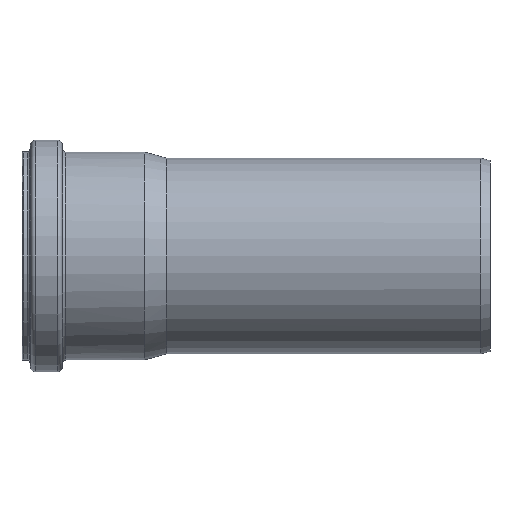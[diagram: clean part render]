
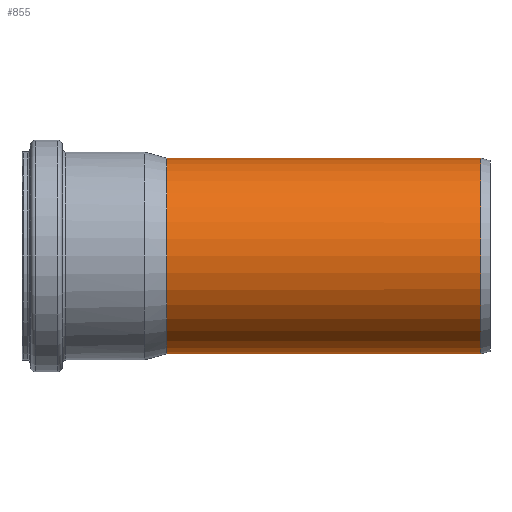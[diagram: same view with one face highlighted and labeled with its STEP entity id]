
A CAD part, left-side view. The second image highlights one B-rep face of the part: STEP entity #855.
In plain terms, the highlighted cylindrical face has radius 37.65 mm (diameter 75.3 mm), a full revolution.
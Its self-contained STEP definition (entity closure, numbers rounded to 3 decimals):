
#57=FACE_BOUND('',#261,.T.);
#114=CIRCLE('',#925,37.65);
#115=CIRCLE('',#927,37.65);
#190=FACE_OUTER_BOUND('',#260,.T.);
#260=EDGE_LOOP('',(#709,#710,#711,#712));
#261=EDGE_LOOP('',(#713));
#401=B_SPLINE_CURVE_WITH_KNOTS('',3,(#1758,#1759,#1760,#1761,#1762,#1763,
#1764,#1765,#1766,#1767,#1768,#1769,#1770,#1771,#1772,#1773,#1774,#1775,
#1776,#1777,#1778,#1779,#1780,#1781,#1782,#1783,#1784,#1785,#1786,#1787,
#1788,#1789,#1790,#1791,#1792,#1793,#1794,#1795,#1796,#1797,#1798,#1799,
#1800,#1801,#1802,#1803,#1804,#1805,#1806,#1807,#1808,#1809,#1810,#1811,
#1812,#1813,#1814,#1815,#1816,#1817,#1818,#1819,#1820,#1821,#1822,#1823,
#1824,#1825,#1826,#1827,#1828,#1829,#1830,#1831,#1832,#1833,#1834,#1835,
#1836),.UNSPECIFIED.,.F.,.F.,(4,3,3,3,3,3,3,3,3,3,3,3,3,3,3,3,3,3,3,3,3,
3,3,3,3,3,4),(-17.69,-17.088,-16.46,-15.207,
-15.202,-13.735,-13.526,-12.687,-11.849,
-11.674,-11.011,-10.266,-10.172,
-9.333,-8.495,-7.656,-6.818,
-5.981,-5.936,-5.143,-4.304,
-4.125,-3.466,-2.627,-1.37,-0.741,
-0.139),.UNSPECIFIED.);
#408=B_SPLINE_CURVE_WITH_KNOTS('',3,(#1947,#1948,#1949,#1950,#1951,#1952),
 .UNSPECIFIED.,.F.,.F.,(4,2,4),(0.687,0.687,0.695),
 .UNSPECIFIED.);
#415=B_SPLINE_CURVE_WITH_KNOTS('',3,(#2106,#2107,#2108,#2109),
 .UNSPECIFIED.,.F.,.F.,(4,4),(0.,0.007),.UNSPECIFIED.);
#444=VERTEX_POINT('',#1741);
#446=VERTEX_POINT('',#1757);
#450=VERTEX_POINT('',#1942);
#455=VERTEX_POINT('',#2105);
#457=VERTEX_POINT('',#2125);
#540=EDGE_CURVE('',#444,#446,#401,.T.);
#547=EDGE_CURVE('',#444,#450,#408,.T.);
#555=EDGE_CURVE('',#455,#446,#415,.T.);
#560=EDGE_CURVE('',#455,#450,#114,.T.);
#561=EDGE_CURVE('',#457,#457,#115,.T.);
#709=ORIENTED_EDGE('',*,*,#540,.F.);
#710=ORIENTED_EDGE('',*,*,#547,.T.);
#711=ORIENTED_EDGE('',*,*,#560,.F.);
#712=ORIENTED_EDGE('',*,*,#555,.T.);
#713=ORIENTED_EDGE('',*,*,#561,.T.);
#824=CYLINDRICAL_SURFACE('',#926,37.65);
#855=ADVANCED_FACE('',(#190,#57),#824,.T.);
#925=AXIS2_PLACEMENT_3D('',#2123,#1069,#1070);
#926=AXIS2_PLACEMENT_3D('',#2124,#1071,#1072);
#927=AXIS2_PLACEMENT_3D('',#2126,#1073,#1074);
#1069=DIRECTION('center_axis',(0.,1.,0.));
#1070=DIRECTION('ref_axis',(1.,0.,0.));
#1071=DIRECTION('center_axis',(0.,1.,0.));
#1072=DIRECTION('ref_axis',(-1.,0.,0.));
#1073=DIRECTION('center_axis',(0.,1.,0.));
#1074=DIRECTION('ref_axis',(1.,0.,0.));
#1741=CARTESIAN_POINT('',(35.472,124.258,12.619));
#1757=CARTESIAN_POINT('',(35.472,124.258,-12.619));
#1758=CARTESIAN_POINT('Ctrl Pts',(35.472,124.258,12.619));
#1759=CARTESIAN_POINT('Ctrl Pts',(35.031,122.775,13.86));
#1760=CARTESIAN_POINT('Ctrl Pts',(34.566,121.18,14.966));
#1761=CARTESIAN_POINT('Ctrl Pts',(34.096,119.523,15.969));
#1762=CARTESIAN_POINT('Ctrl Pts',(33.606,117.794,17.015));
#1763=CARTESIAN_POINT('Ctrl Pts',(33.11,115.997,17.948));
#1764=CARTESIAN_POINT('Ctrl Pts',(32.625,114.158,18.791));
#1765=CARTESIAN_POINT('Ctrl Pts',(31.657,110.49,20.471));
#1766=CARTESIAN_POINT('Ctrl Pts',(30.731,106.651,21.793));
#1767=CARTESIAN_POINT('Ctrl Pts',(29.926,102.702,22.845));
#1768=CARTESIAN_POINT('Ctrl Pts',(29.923,102.688,22.849));
#1769=CARTESIAN_POINT('Ctrl Pts',(29.921,102.673,22.853));
#1770=CARTESIAN_POINT('Ctrl Pts',(29.918,102.659,22.857));
#1771=CARTESIAN_POINT('Ctrl Pts',(28.977,98.035,24.086));
#1772=CARTESIAN_POINT('Ctrl Pts',(28.209,93.256,24.942));
#1773=CARTESIAN_POINT('Ctrl Pts',(27.907,88.388,25.272));
#1774=CARTESIAN_POINT('Ctrl Pts',(27.864,87.692,25.32));
#1775=CARTESIAN_POINT('Ctrl Pts',(27.831,86.995,25.356));
#1776=CARTESIAN_POINT('Ctrl Pts',(27.809,86.296,25.38));
#1777=CARTESIAN_POINT('Ctrl Pts',(27.719,83.503,25.478));
#1778=CARTESIAN_POINT('Ctrl Pts',(27.801,80.691,25.392));
#1779=CARTESIAN_POINT('Ctrl Pts',(28.157,77.952,24.993));
#1780=CARTESIAN_POINT('Ctrl Pts',(28.513,75.212,24.593));
#1781=CARTESIAN_POINT('Ctrl Pts',(29.143,72.546,23.881));
#1782=CARTESIAN_POINT('Ctrl Pts',(29.989,70.154,22.763));
#1783=CARTESIAN_POINT('Ctrl Pts',(30.165,69.655,22.53));
#1784=CARTESIAN_POINT('Ctrl Pts',(30.351,69.167,22.279));
#1785=CARTESIAN_POINT('Ctrl Pts',(30.544,68.693,22.01));
#1786=CARTESIAN_POINT('Ctrl Pts',(31.276,66.895,20.994));
#1787=CARTESIAN_POINT('Ctrl Pts',(32.111,65.285,19.731));
#1788=CARTESIAN_POINT('Ctrl Pts',(32.929,63.912,18.256));
#1789=CARTESIAN_POINT('Ctrl Pts',(33.847,62.369,16.6));
#1790=CARTESIAN_POINT('Ctrl Pts',(34.743,61.123,14.676));
#1791=CARTESIAN_POINT('Ctrl Pts',(35.488,60.154,12.578));
#1792=CARTESIAN_POINT('Ctrl Pts',(35.582,60.032,12.313));
#1793=CARTESIAN_POINT('Ctrl Pts',(35.673,59.914,12.047));
#1794=CARTESIAN_POINT('Ctrl Pts',(35.762,59.801,11.777));
#1795=CARTESIAN_POINT('Ctrl Pts',(36.556,58.787,9.367));
#1796=CARTESIAN_POINT('Ctrl Pts',(37.139,58.122,6.752));
#1797=CARTESIAN_POINT('Ctrl Pts',(37.43,57.79,4.065));
#1798=CARTESIAN_POINT('Ctrl Pts',(37.722,57.458,1.378));
#1799=CARTESIAN_POINT('Ctrl Pts',(37.723,57.459,-1.38));
#1800=CARTESIAN_POINT('Ctrl Pts',(37.431,57.793,-4.066));
#1801=CARTESIAN_POINT('Ctrl Pts',(37.139,58.127,-6.752));
#1802=CARTESIAN_POINT('Ctrl Pts',(36.555,58.793,-9.367));
#1803=CARTESIAN_POINT('Ctrl Pts',(35.762,59.806,-11.776));
#1804=CARTESIAN_POINT('Ctrl Pts',(34.968,60.819,-14.185));
#1805=CARTESIAN_POINT('Ctrl Pts',(33.965,62.179,-16.389));
#1806=CARTESIAN_POINT('Ctrl Pts',(32.931,63.916,-18.254));
#1807=CARTESIAN_POINT('Ctrl Pts',(31.898,65.651,-20.119));
#1808=CARTESIAN_POINT('Ctrl Pts',(30.834,67.763,-21.646));
#1809=CARTESIAN_POINT('Ctrl Pts',(29.987,70.154,-22.766));
#1810=CARTESIAN_POINT('Ctrl Pts',(29.942,70.28,-22.825));
#1811=CARTESIAN_POINT('Ctrl Pts',(29.898,70.406,-22.882));
#1812=CARTESIAN_POINT('Ctrl Pts',(29.855,70.534,-22.939));
#1813=CARTESIAN_POINT('Ctrl Pts',(29.073,72.827,-23.96));
#1814=CARTESIAN_POINT('Ctrl Pts',(28.491,75.359,-24.617));
#1815=CARTESIAN_POINT('Ctrl Pts',(28.153,77.953,-24.996));
#1816=CARTESIAN_POINT('Ctrl Pts',(27.796,80.693,-25.397));
#1817=CARTESIAN_POINT('Ctrl Pts',(27.712,83.503,-25.487));
#1818=CARTESIAN_POINT('Ctrl Pts',(27.803,86.295,-25.387));
#1819=CARTESIAN_POINT('Ctrl Pts',(27.823,86.89,-25.366));
#1820=CARTESIAN_POINT('Ctrl Pts',(27.85,87.485,-25.336));
#1821=CARTESIAN_POINT('Ctrl Pts',(27.885,88.079,-25.298));
#1822=CARTESIAN_POINT('Ctrl Pts',(28.013,90.268,-25.157));
#1823=CARTESIAN_POINT('Ctrl Pts',(28.24,92.442,-24.905));
#1824=CARTESIAN_POINT('Ctrl Pts',(28.532,94.591,-24.565));
#1825=CARTESIAN_POINT('Ctrl Pts',(28.903,97.323,-24.133));
#1826=CARTESIAN_POINT('Ctrl Pts',(29.381,100.014,-23.559));
#1827=CARTESIAN_POINT('Ctrl Pts',(29.917,102.657,-22.858));
#1828=CARTESIAN_POINT('Ctrl Pts',(30.721,106.622,-21.807));
#1829=CARTESIAN_POINT('Ctrl Pts',(31.658,110.48,-20.471));
#1830=CARTESIAN_POINT('Ctrl Pts',(32.628,114.159,-18.786));
#1831=CARTESIAN_POINT('Ctrl Pts',(33.113,115.999,-17.943));
#1832=CARTESIAN_POINT('Ctrl Pts',(33.606,117.794,-17.013));
#1833=CARTESIAN_POINT('Ctrl Pts',(34.096,119.523,-15.968));
#1834=CARTESIAN_POINT('Ctrl Pts',(34.565,121.179,-14.967));
#1835=CARTESIAN_POINT('Ctrl Pts',(35.031,122.775,-13.86));
#1836=CARTESIAN_POINT('Ctrl Pts',(35.472,124.258,-12.619));
#1942=CARTESIAN_POINT('',(35.451,124.266,12.68));
#1947=CARTESIAN_POINT('Ctrl Pts',(35.472,124.258,12.619));
#1948=CARTESIAN_POINT('Ctrl Pts',(35.472,124.259,12.62));
#1949=CARTESIAN_POINT('Ctrl Pts',(35.472,124.259,12.621));
#1950=CARTESIAN_POINT('Ctrl Pts',(35.464,124.264,12.641));
#1951=CARTESIAN_POINT('Ctrl Pts',(35.458,124.266,12.661));
#1952=CARTESIAN_POINT('Ctrl Pts',(35.451,124.266,12.68));
#2105=CARTESIAN_POINT('',(35.451,124.266,-12.68));
#2106=CARTESIAN_POINT('Ctrl Pts',(35.451,124.266,-12.68));
#2107=CARTESIAN_POINT('Ctrl Pts',(35.458,124.266,-12.659));
#2108=CARTESIAN_POINT('Ctrl Pts',(35.465,124.264,-12.639));
#2109=CARTESIAN_POINT('Ctrl Pts',(35.472,124.258,-12.619));
#2123=CARTESIAN_POINT('Origin',(0.,124.266,
0.));
#2124=CARTESIAN_POINT('Origin',(0.,124.211,
0.));
#2125=CARTESIAN_POINT('',(-37.65,3.5,0.));
#2126=CARTESIAN_POINT('Origin',(0.,3.5,0.));
